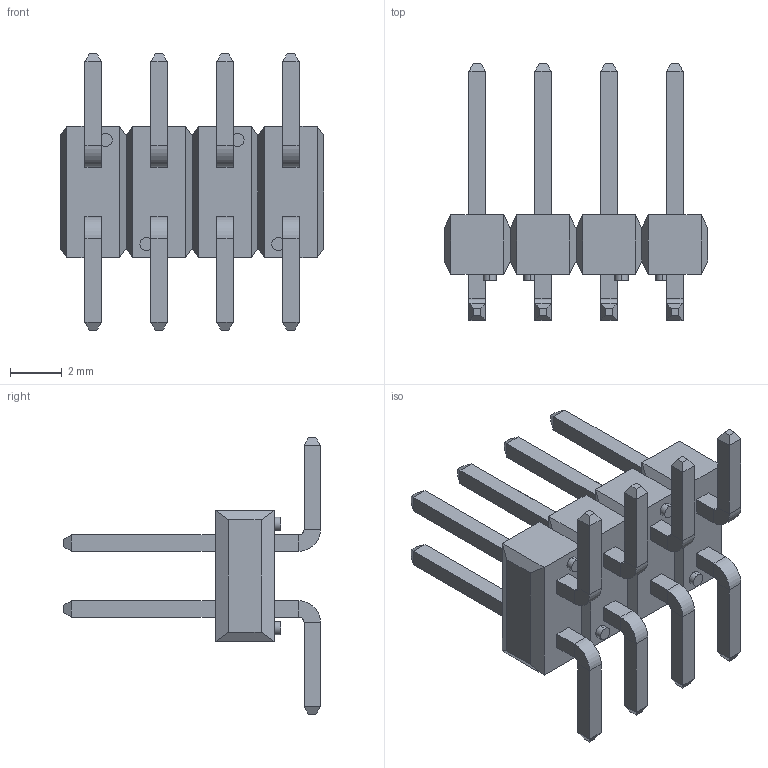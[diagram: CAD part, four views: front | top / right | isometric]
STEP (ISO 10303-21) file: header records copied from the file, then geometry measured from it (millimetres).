
FILE_DESCRIPTION (( 'STEP AP203' ), '1' );
FILE_NAME ('_ _C04DABN-M30.STEP', '2017-09-08T08:05:54', ( 'LUANN HERRING' ), ( 'SULLINS' ), 'SwSTEP 2.0', 'SolidWorks 2016', '' );
FILE_SCHEMA (( 'CONFIG_CONTROL_DESIGN' ));
Length unit declared in the file: inch
Products named in the file (2): _ _C04DABN-M30
Bounding box: 10.16 x 9.91 x 10.67 mm (x, y, z)
Volume: 146.8 mm3; surface area: 407.3 mm2
Topology: 1 solids, 1 shells, 270 faces, 572 edges, 324 vertices
Faces by surface type: plane 246, cylinder 24
Entity records: 7065 total; most frequent: CARTESIAN_POINT 1168, DIRECTION 1164, ORIENTED_EDGE 1144, EDGE_CURVE 572, LINE 524, VECTOR 524, VERTEX_POINT 324, AXIS2_PLACEMENT_3D 320
